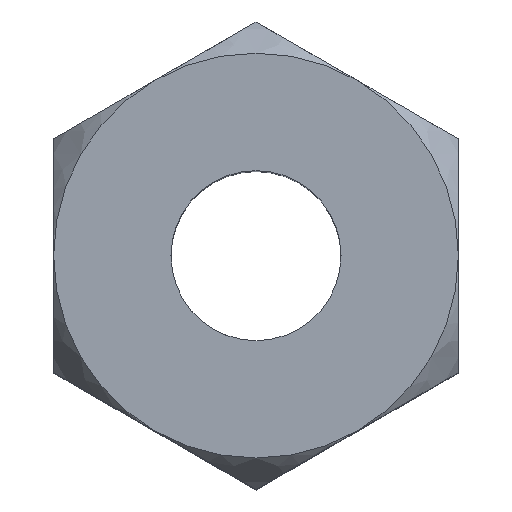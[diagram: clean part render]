
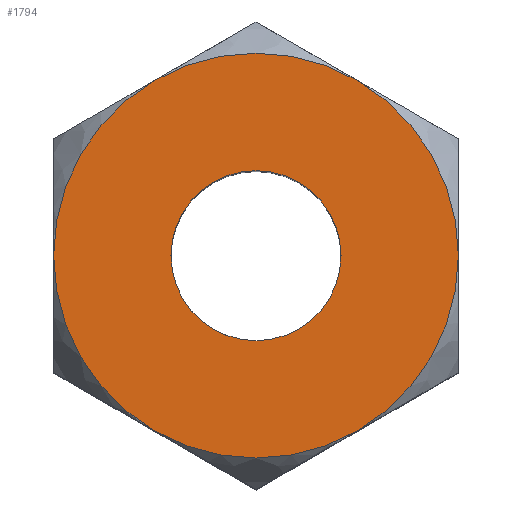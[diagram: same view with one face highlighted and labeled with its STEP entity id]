
A CAD part, top view. The second image highlights one B-rep face of the part: STEP entity #1794.
In plain terms, the highlighted planar face has unit normal (0, 0, 1).
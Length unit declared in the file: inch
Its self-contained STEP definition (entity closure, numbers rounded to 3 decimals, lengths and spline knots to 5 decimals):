
#1791 = ORIENTED_EDGE ( 'NONE', *, *, #1814, .F. ) ;
#1793 = EDGE_LOOP ( 'NONE', ( #1791, #1815, #1811, #1810, #1813, #1804 ) ) ;
#1794 = ADVANCED_FACE ( 'NONE', ( #2497, #2459 ), #2535, .T. ) ;
#1796 = VERTEX_POINT ( 'NONE', #2530 ) ;
#1802 = EDGE_CURVE ( 'NONE', #1796, #1924, #2526, .T. ) ;
#1804 = ORIENTED_EDGE ( 'NONE', *, *, #1802, .F. ) ;
#1805 = EDGE_LOOP ( 'NONE', ( #1806, #1826 ) ) ;
#1806 = ORIENTED_EDGE ( 'NONE', *, *, #1828, .F. ) ;
#1807 = EDGE_CURVE ( 'NONE', #1909, #1980, #2542, .T. ) ;
#1808 = EDGE_CURVE ( 'NONE', #1924, #1909, #2595, .T. ) ;
#1809 = EDGE_CURVE ( 'NONE', #1966, #1949, #2590, .T. ) ;
#1810 = ORIENTED_EDGE ( 'NONE', *, *, #1807, .F. ) ;
#1811 = ORIENTED_EDGE ( 'NONE', *, *, #1812, .F. ) ;
#1812 = EDGE_CURVE ( 'NONE', #1980, #1966, #2585, .T. ) ;
#1813 = ORIENTED_EDGE ( 'NONE', *, *, #1808, .F. ) ;
#1814 = EDGE_CURVE ( 'NONE', #1949, #1796, #2579, .T. ) ;
#1815 = ORIENTED_EDGE ( 'NONE', *, *, #1809, .F. ) ;
#1826 = ORIENTED_EDGE ( 'NONE', *, *, #1863, .F. ) ;
#1828 = EDGE_CURVE ( 'NONE', #1864, #1944, #2635, .T. ) ;
#1863 = EDGE_CURVE ( 'NONE', #1944, #1864, #2766, .T. ) ;
#1864 = VERTEX_POINT ( 'NONE', #2761 ) ;
#1909 = VERTEX_POINT ( 'NONE', #2974 ) ;
#1924 = VERTEX_POINT ( 'NONE', #3029 ) ;
#1944 = VERTEX_POINT ( 'NONE', #3103 ) ;
#1949 = VERTEX_POINT ( 'NONE', #3101 ) ;
#1966 = VERTEX_POINT ( 'NONE', #3158 ) ;
#1980 = VERTEX_POINT ( 'NONE', #3228 ) ;
#2459 = FACE_BOUND ( 'NONE', #1805, .T. ) ;
#2497 = FACE_OUTER_BOUND ( 'NONE', #1793, .T. ) ;
#2513 = DIRECTION ( 'NONE',  ( -1., 0., 0. ) ) ;
#2514 = DIRECTION ( 'NONE',  ( 0., 0., -1. ) ) ;
#2525 = AXIS2_PLACEMENT_3D ( 'NONE', #2528, #2514, #2513 ) ;
#2526 = CIRCLE ( 'NONE', #2525, 0.25 ) ;
#2528 = CARTESIAN_POINT ( 'NONE',  ( -1.41859, 1.28946, 0.19753 ) ) ;
#2530 = CARTESIAN_POINT ( 'NONE',  ( -1.29359, 1.07295, 0.19753 ) ) ;
#2531 = DIRECTION ( 'NONE',  ( 1., 0., 0. ) ) ;
#2532 = DIRECTION ( 'NONE',  ( 0., 0., 1. ) ) ;
#2533 = CARTESIAN_POINT ( 'NONE',  ( -1.41859, 1.00078, 0.19753 ) ) ;
#2534 = AXIS2_PLACEMENT_3D ( 'NONE', #2533, #2532, #2531 ) ;
#2535 = PLANE ( 'NONE',  #2534 ) ;
#2538 = DIRECTION ( 'NONE',  ( -1., 0., 0. ) ) ;
#2539 = DIRECTION ( 'NONE',  ( 0., 0., -1. ) ) ;
#2540 = CARTESIAN_POINT ( 'NONE',  ( -1.41859, 1.28946, 0.19753 ) ) ;
#2541 = AXIS2_PLACEMENT_3D ( 'NONE', #2540, #2539, #2538 ) ;
#2542 = CIRCLE ( 'NONE', #2541, 0.25 ) ;
#2575 = DIRECTION ( 'NONE',  ( -1., 0., 0. ) ) ;
#2576 = DIRECTION ( 'NONE',  ( 0., 0., -1. ) ) ;
#2577 = CARTESIAN_POINT ( 'NONE',  ( -1.41859, 1.28946, 0.19753 ) ) ;
#2578 = AXIS2_PLACEMENT_3D ( 'NONE', #2577, #2576, #2575 ) ;
#2579 = CIRCLE ( 'NONE', #2578, 0.25 ) ;
#2581 = DIRECTION ( 'NONE',  ( -1., 0., 0. ) ) ;
#2582 = DIRECTION ( 'NONE',  ( 0., 0., -1. ) ) ;
#2583 = CARTESIAN_POINT ( 'NONE',  ( -1.41859, 1.28946, 0.19753 ) ) ;
#2584 = AXIS2_PLACEMENT_3D ( 'NONE', #2583, #2582, #2581 ) ;
#2585 = CIRCLE ( 'NONE', #2584, 0.25 ) ;
#2586 = DIRECTION ( 'NONE',  ( -1., 0., 0. ) ) ;
#2587 = DIRECTION ( 'NONE',  ( 0., 0., -1. ) ) ;
#2588 = CARTESIAN_POINT ( 'NONE',  ( -1.41859, 1.28946, 0.19753 ) ) ;
#2589 = AXIS2_PLACEMENT_3D ( 'NONE', #2588, #2587, #2586 ) ;
#2590 = CIRCLE ( 'NONE', #2589, 0.25 ) ;
#2591 = DIRECTION ( 'NONE',  ( -1., 0., 0. ) ) ;
#2592 = DIRECTION ( 'NONE',  ( 0., 0., -1. ) ) ;
#2593 = CARTESIAN_POINT ( 'NONE',  ( -1.41859, 1.28946, 0.19753 ) ) ;
#2594 = AXIS2_PLACEMENT_3D ( 'NONE', #2593, #2592, #2591 ) ;
#2595 = CIRCLE ( 'NONE', #2594, 0.25 ) ;
#2632 = DIRECTION ( 'NONE',  ( 1., 0., 0. ) ) ;
#2633 = DIRECTION ( 'NONE',  ( 0., 0., 1. ) ) ;
#2634 = AXIS2_PLACEMENT_3D ( 'NONE', #2640, #2633, #2632 ) ;
#2635 = CIRCLE ( 'NONE', #2634, 0.105 ) ;
#2640 = CARTESIAN_POINT ( 'NONE',  ( -1.41859, 1.28946, 0.19753 ) ) ;
#2761 = CARTESIAN_POINT ( 'NONE',  ( -1.31359, 1.28946, 0.19753 ) ) ;
#2762 = DIRECTION ( 'NONE',  ( 1., 0., 0. ) ) ;
#2763 = DIRECTION ( 'NONE',  ( 0., 0., 1. ) ) ;
#2764 = CARTESIAN_POINT ( 'NONE',  ( -1.41859, 1.28946, 0.19753 ) ) ;
#2765 = AXIS2_PLACEMENT_3D ( 'NONE', #2764, #2763, #2762 ) ;
#2766 = CIRCLE ( 'NONE', #2765, 0.105 ) ;
#2974 = CARTESIAN_POINT ( 'NONE',  ( -1.66859, 1.28946, 0.19753 ) ) ;
#3029 = CARTESIAN_POINT ( 'NONE',  ( -1.54359, 1.07295, 0.19753 ) ) ;
#3101 = CARTESIAN_POINT ( 'NONE',  ( -1.16859, 1.28946, 0.19753 ) ) ;
#3103 = CARTESIAN_POINT ( 'NONE',  ( -1.52359, 1.28946, 0.19753 ) ) ;
#3158 = CARTESIAN_POINT ( 'NONE',  ( -1.29359, 1.50596, 0.19753 ) ) ;
#3228 = CARTESIAN_POINT ( 'NONE',  ( -1.54359, 1.50596, 0.19753 ) ) ;
